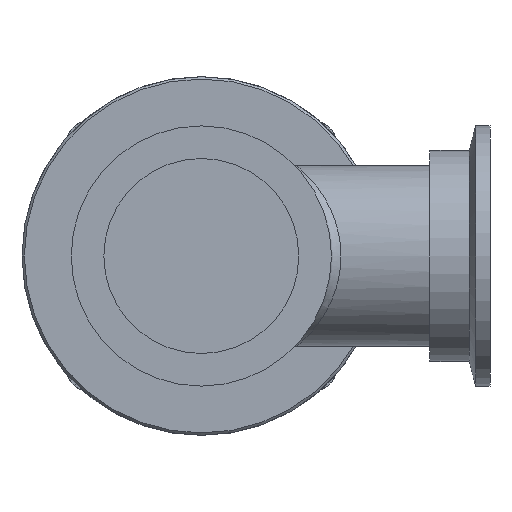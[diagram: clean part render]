
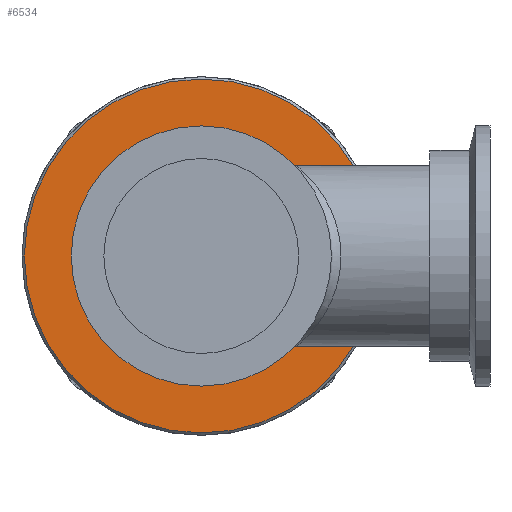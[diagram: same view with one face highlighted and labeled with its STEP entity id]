
A CAD part, front view. The second image highlights one B-rep face of the part: STEP entity #6534.
In plain terms, the highlighted planar face has unit normal (0, -1, 0).
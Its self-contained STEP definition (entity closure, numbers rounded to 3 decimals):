
#78 = EDGE_LOOP ( 'NONE', ( #1400, #2603 ) ) ;
#697 = AXIS2_PLACEMENT_3D ( 'NONE', #6021, #2681, #6585 ) ;
#778 = EDGE_CURVE ( 'NONE', #4798, #2189, #6037, .T. ) ;
#934 = AXIS2_PLACEMENT_3D ( 'NONE', #1438, #5327, #2008 ) ;
#1134 = CARTESIAN_POINT ( 'NONE',  ( 27., 99., 0. ) ) ;
#1305 = DIRECTION ( 'NONE',  ( 0., 1., 0. ) ) ;
#1392 = ORIENTED_EDGE ( 'NONE', *, *, #778, .F. ) ;
#1400 = ORIENTED_EDGE ( 'NONE', *, *, #3179, .T. ) ;
#1438 = CARTESIAN_POINT ( 'NONE',  ( 0., 99., 0. ) ) ;
#1682 = AXIS2_PLACEMENT_3D ( 'NONE', #1761, #5651, #2320 ) ;
#1721 = EDGE_CURVE ( 'NONE', #2189, #4798, #5250, .T. ) ;
#1761 = CARTESIAN_POINT ( 'NONE',  ( 0., 99., 0. ) ) ;
#2008 = DIRECTION ( 'NONE',  ( -1., 0., 0. ) ) ;
#2189 = VERTEX_POINT ( 'NONE', #5135 ) ;
#2320 = DIRECTION ( 'NONE',  ( -1., 0., 0. ) ) ;
#2495 = CIRCLE ( 'NONE', #1682, 27. ) ;
#2603 = ORIENTED_EDGE ( 'NONE', *, *, #4025, .T. ) ;
#2680 = FACE_BOUND ( 'NONE', #78, .T. ) ;
#2681 = DIRECTION ( 'NONE',  ( 0., 1., 0. ) ) ;
#3179 = EDGE_CURVE ( 'NONE', #4250, #4988, #5608, .T. ) ;
#4023 = AXIS2_PLACEMENT_3D ( 'NONE', #4614, #1305, #5288 ) ;
#4025 = EDGE_CURVE ( 'NONE', #4988, #4250, #2495, .T. ) ;
#4070 = PLANE ( 'NONE',  #4023 ) ;
#4250 = VERTEX_POINT ( 'NONE', #6556 ) ;
#4484 = DIRECTION ( 'NONE',  ( -1., 0., 0. ) ) ;
#4614 = CARTESIAN_POINT ( 'NONE',  ( 37.4, 99., 0. ) ) ;
#4798 = VERTEX_POINT ( 'NONE', #4820 ) ;
#4820 = CARTESIAN_POINT ( 'NONE',  ( -37.4, 99., 0. ) ) ;
#4988 = VERTEX_POINT ( 'NONE', #1134 ) ;
#5044 = DIRECTION ( 'NONE',  ( 0., 1., 0. ) ) ;
#5135 = CARTESIAN_POINT ( 'NONE',  ( 37.4, 99., 0. ) ) ;
#5250 = CIRCLE ( 'NONE', #697, 37.4 ) ;
#5288 = DIRECTION ( 'NONE',  ( -1., 0., 0. ) ) ;
#5327 = DIRECTION ( 'NONE',  ( 0., 1., 0. ) ) ;
#5469 = EDGE_LOOP ( 'NONE', ( #1392, #5838 ) ) ;
#5608 = CIRCLE ( 'NONE', #934, 27. ) ;
#5651 = DIRECTION ( 'NONE',  ( 0., 1., 0. ) ) ;
#5838 = ORIENTED_EDGE ( 'NONE', *, *, #1721, .F. ) ;
#6021 = CARTESIAN_POINT ( 'NONE',  ( 0., 99., 0. ) ) ;
#6037 = CIRCLE ( 'NONE', #7181, 37.4 ) ;
#6453 = CARTESIAN_POINT ( 'NONE',  ( 0., 99., 0. ) ) ;
#6534 = ADVANCED_FACE ( 'NONE', ( #6778, #2680 ), #4070, .F. ) ;
#6556 = CARTESIAN_POINT ( 'NONE',  ( -27., 99., 0. ) ) ;
#6585 = DIRECTION ( 'NONE',  ( -1., 0., 0. ) ) ;
#6778 = FACE_OUTER_BOUND ( 'NONE', #5469, .T. ) ;
#7181 = AXIS2_PLACEMENT_3D ( 'NONE', #6453, #5044, #4484 ) ;
